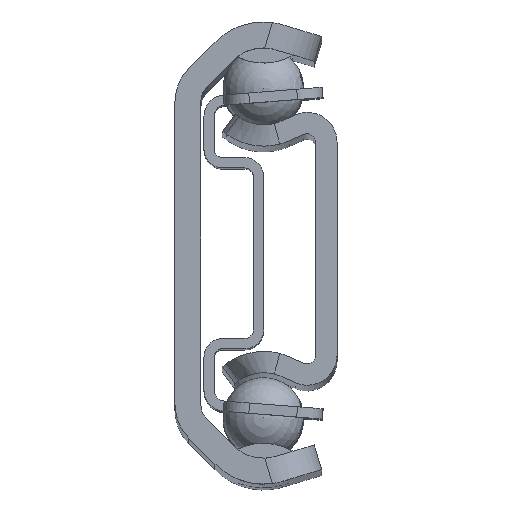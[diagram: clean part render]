
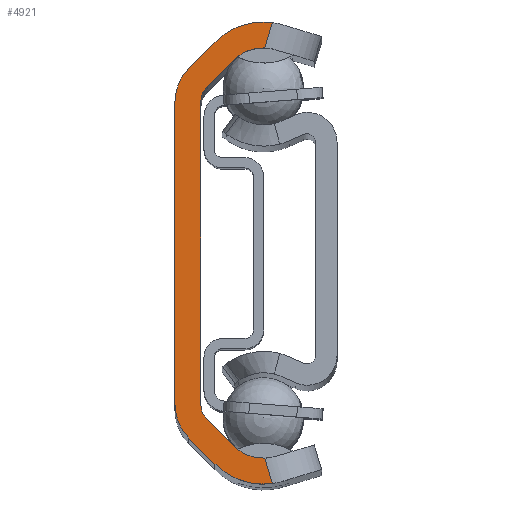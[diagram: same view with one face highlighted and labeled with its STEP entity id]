
A CAD part, top view. The second image highlights one B-rep face of the part: STEP entity #4921.
In plain terms, the highlighted planar face has unit normal (0, 0, 1).
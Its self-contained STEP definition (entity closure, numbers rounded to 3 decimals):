
#166=PLANE('',#5330);
#311=FACE_OUTER_BOUND('',#563,.T.);
#563=EDGE_LOOP('',(#3442,#3443,#3444,#3445,#3446,#3447,#3448,#3449,#3450,
#3451,#3452,#3453,#3454,#3455,#3456,#3457));
#882=LINE('',#7518,#1358);
#883=LINE('',#7521,#1359);
#884=LINE('',#7525,#1360);
#885=LINE('',#7529,#1361);
#886=LINE('',#7533,#1362);
#887=LINE('',#7537,#1363);
#888=LINE('',#7541,#1364);
#889=LINE('',#7544,#1365);
#1358=VECTOR('',#5996,10.);
#1359=VECTOR('',#5999,10.);
#1360=VECTOR('',#6002,10.);
#1361=VECTOR('',#6005,10.);
#1362=VECTOR('',#6008,10.);
#1363=VECTOR('',#6011,10.);
#1364=VECTOR('',#6014,10.);
#1365=VECTOR('',#6017,10.);
#1777=CIRCLE('',#5284,4.01);
#1803=CIRCLE('',#5325,2.49);
#1805=CIRCLE('',#5331,1.28);
#1806=CIRCLE('',#5332,1.28);
#1807=CIRCLE('',#5333,2.49);
#1808=CIRCLE('',#5334,4.01);
#1809=CIRCLE('',#5335,2.8);
#1810=CIRCLE('',#5336,2.8);
#2035=VERTEX_POINT('',#7335);
#2036=VERTEX_POINT('',#7340);
#2092=VERTEX_POINT('',#7489);
#2093=VERTEX_POINT('',#7491);
#2096=VERTEX_POINT('',#7520);
#2097=VERTEX_POINT('',#7522);
#2098=VERTEX_POINT('',#7524);
#2099=VERTEX_POINT('',#7526);
#2100=VERTEX_POINT('',#7528);
#2101=VERTEX_POINT('',#7530);
#2102=VERTEX_POINT('',#7532);
#2103=VERTEX_POINT('',#7534);
#2104=VERTEX_POINT('',#7536);
#2105=VERTEX_POINT('',#7538);
#2106=VERTEX_POINT('',#7540);
#2107=VERTEX_POINT('',#7542);
#2550=EDGE_CURVE('',#2035,#2036,#1777,.T.);
#2621=EDGE_CURVE('',#2092,#2093,#1803,.T.);
#2629=EDGE_CURVE('',#2093,#2035,#882,.T.);
#2630=EDGE_CURVE('',#2096,#2092,#883,.T.);
#2631=EDGE_CURVE('',#2097,#2096,#1805,.T.);
#2632=EDGE_CURVE('',#2098,#2097,#884,.T.);
#2633=EDGE_CURVE('',#2099,#2098,#1806,.T.);
#2634=EDGE_CURVE('',#2100,#2099,#885,.T.);
#2635=EDGE_CURVE('',#2101,#2100,#1807,.T.);
#2636=EDGE_CURVE('',#2102,#2101,#886,.T.);
#2637=EDGE_CURVE('',#2103,#2102,#1808,.T.);
#2638=EDGE_CURVE('',#2104,#2103,#887,.T.);
#2639=EDGE_CURVE('',#2105,#2104,#1809,.T.);
#2640=EDGE_CURVE('',#2106,#2105,#888,.T.);
#2641=EDGE_CURVE('',#2107,#2106,#1810,.T.);
#2642=EDGE_CURVE('',#2036,#2107,#889,.T.);
#3442=ORIENTED_EDGE('',*,*,#2629,.F.);
#3443=ORIENTED_EDGE('',*,*,#2621,.F.);
#3444=ORIENTED_EDGE('',*,*,#2630,.F.);
#3445=ORIENTED_EDGE('',*,*,#2631,.F.);
#3446=ORIENTED_EDGE('',*,*,#2632,.F.);
#3447=ORIENTED_EDGE('',*,*,#2633,.F.);
#3448=ORIENTED_EDGE('',*,*,#2634,.F.);
#3449=ORIENTED_EDGE('',*,*,#2635,.F.);
#3450=ORIENTED_EDGE('',*,*,#2636,.F.);
#3451=ORIENTED_EDGE('',*,*,#2637,.F.);
#3452=ORIENTED_EDGE('',*,*,#2638,.F.);
#3453=ORIENTED_EDGE('',*,*,#2639,.F.);
#3454=ORIENTED_EDGE('',*,*,#2640,.F.);
#3455=ORIENTED_EDGE('',*,*,#2641,.F.);
#3456=ORIENTED_EDGE('',*,*,#2642,.F.);
#3457=ORIENTED_EDGE('',*,*,#2550,.F.);
#4921=ADVANCED_FACE('',(#311),#166,.T.);
#5284=AXIS2_PLACEMENT_3D('',#7341,#5858,#5859);
#5325=AXIS2_PLACEMENT_3D('',#7492,#5983,#5984);
#5330=AXIS2_PLACEMENT_3D('',#7519,#5997,#5998);
#5331=AXIS2_PLACEMENT_3D('',#7523,#6000,#6001);
#5332=AXIS2_PLACEMENT_3D('',#7527,#6003,#6004);
#5333=AXIS2_PLACEMENT_3D('',#7531,#6006,#6007);
#5334=AXIS2_PLACEMENT_3D('',#7535,#6009,#6010);
#5335=AXIS2_PLACEMENT_3D('',#7539,#6012,#6013);
#5336=AXIS2_PLACEMENT_3D('',#7543,#6015,#6016);
#5858=DIRECTION('center_axis',(0.,0.,-1.));
#5859=DIRECTION('ref_axis',(-0.707,-0.707,0.));
#5983=DIRECTION('center_axis',(0.,0.,1.));
#5984=DIRECTION('ref_axis',(0.707,0.707,0.));
#5996=DIRECTION('',(0.285,-0.959,0.));
#5997=DIRECTION('center_axis',(0.,0.,1.));
#5998=DIRECTION('ref_axis',(1.,0.,0.));
#5999=DIRECTION('',(0.707,-0.707,0.));
#6000=DIRECTION('center_axis',(0.,0.,1.));
#6001=DIRECTION('ref_axis',(1.,0.,0.));
#6002=DIRECTION('',(0.,-1.,0.));
#6003=DIRECTION('center_axis',(0.,0.,1.));
#6004=DIRECTION('ref_axis',(0.707,-0.707,0.));
#6005=DIRECTION('',(-0.707,-0.707,0.));
#6006=DIRECTION('center_axis',(0.,0.,1.));
#6007=DIRECTION('ref_axis',(-0.285,-0.959,0.));
#6008=DIRECTION('',(-0.285,-0.959,0.));
#6009=DIRECTION('center_axis',(0.,0.,-1.));
#6010=DIRECTION('ref_axis',(0.285,0.959,0.));
#6011=DIRECTION('',(0.707,0.707,0.));
#6012=DIRECTION('center_axis',(0.,0.,-1.));
#6013=DIRECTION('ref_axis',(-0.707,0.707,0.));
#6014=DIRECTION('',(0.,1.,0.));
#6015=DIRECTION('center_axis',(0.,0.,-1.));
#6016=DIRECTION('ref_axis',(-1.,0.,0.));
#6017=DIRECTION('',(-0.707,0.707,0.));
#7335=CARTESIAN_POINT('',(0.53,-13.51,100.));
#7340=CARTESIAN_POINT('',(-2.835,-12.37,100.));
#7341=CARTESIAN_POINT('Origin',(0.,-9.535,100.));
#7489=CARTESIAN_POINT('',(-1.761,-11.296,100.));
#7491=CARTESIAN_POINT('',(0.089,-12.023,100.));
#7492=CARTESIAN_POINT('Origin',(0.,-9.535,100.));
#7518=CARTESIAN_POINT('',(-1.647,-6.182,100.));
#7519=CARTESIAN_POINT('Origin',(-2.512,0.,
100.));
#7520=CARTESIAN_POINT('',(-3.285,-9.771,100.));
#7521=CARTESIAN_POINT('',(-1.761,-11.296,100.));
#7522=CARTESIAN_POINT('',(-3.66,-8.866,100.));
#7523=CARTESIAN_POINT('Origin',(-2.38,-8.866,100.));
#7524=CARTESIAN_POINT('',(-3.66,8.866,100.));
#7525=CARTESIAN_POINT('',(-3.66,-8.866,100.));
#7526=CARTESIAN_POINT('',(-3.285,9.771,100.));
#7527=CARTESIAN_POINT('Origin',(-2.38,8.866,100.));
#7528=CARTESIAN_POINT('',(-1.761,11.296,100.));
#7529=CARTESIAN_POINT('',(-3.285,9.771,100.));
#7530=CARTESIAN_POINT('',(0.089,12.023,100.));
#7531=CARTESIAN_POINT('Origin',(0.,9.535,100.));
#7532=CARTESIAN_POINT('',(0.53,13.51,100.));
#7533=CARTESIAN_POINT('',(-1.43,6.911,100.));
#7534=CARTESIAN_POINT('',(-2.835,12.37,100.));
#7535=CARTESIAN_POINT('Origin',(0.,9.535,100.));
#7536=CARTESIAN_POINT('',(-4.36,10.846,100.));
#7537=CARTESIAN_POINT('',(-2.835,12.37,100.));
#7538=CARTESIAN_POINT('',(-5.18,8.866,100.));
#7539=CARTESIAN_POINT('Origin',(-2.38,8.866,100.));
#7540=CARTESIAN_POINT('',(-5.18,-8.866,100.));
#7541=CARTESIAN_POINT('',(-5.18,8.866,100.));
#7542=CARTESIAN_POINT('',(-4.36,-10.846,100.));
#7543=CARTESIAN_POINT('Origin',(-2.38,-8.866,100.));
#7544=CARTESIAN_POINT('',(-4.36,-10.846,100.));
